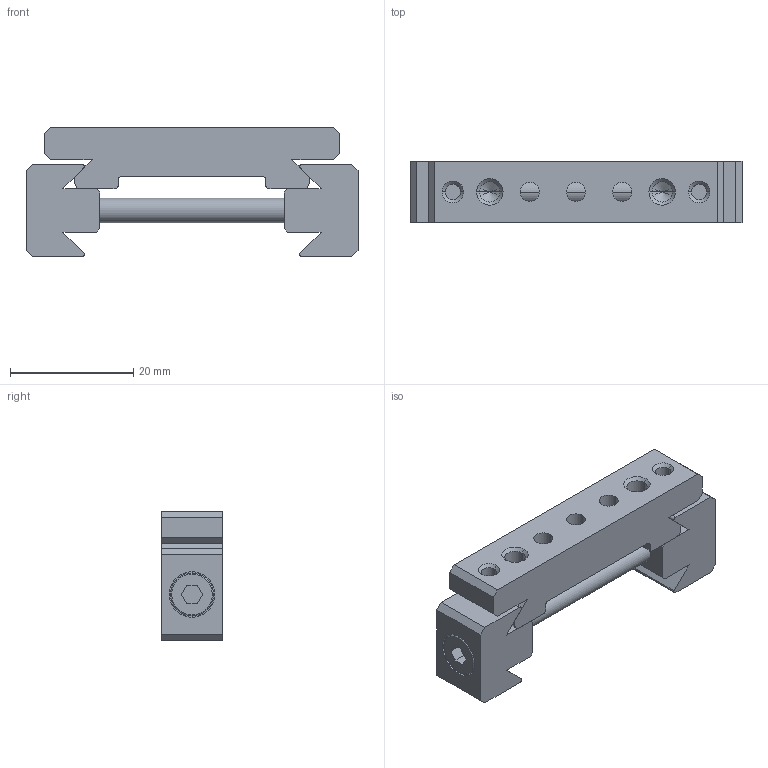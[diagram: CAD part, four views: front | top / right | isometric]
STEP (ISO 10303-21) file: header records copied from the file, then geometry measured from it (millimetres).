
FILE_DESCRIPTION (( 'STEP AP203' ), '1' );
FILE_NAME ('14010601-0010.STEP', '2023-10-04T08:24:35', ( '' ), ( '' ), 'SwSTEP 2.0', 'SolidWorks 2022', '' );
FILE_SCHEMA (( 'CONFIG_CONTROL_DESIGN' ));
Length unit declared in the file: millimetre
Products named in the file (1): 14010601-0010
Bounding box: 53.9 x 10 x 21 mm (x, y, z)
Volume: 6523.3 mm3; surface area: 5250.4 mm2
Topology: 4 solids, 4 shells, 128 faces, 322 edges, 206 vertices
Faces by surface type: plane 62, cylinder 46, cone 16, bspline 4
Entity records: 4019 total; most frequent: CARTESIAN_POINT 793, DIRECTION 672, ORIENTED_EDGE 636, EDGE_CURVE 318, AXIS2_PLACEMENT_3D 233, VERTEX_POINT 206, VECTOR 206, LINE 206
